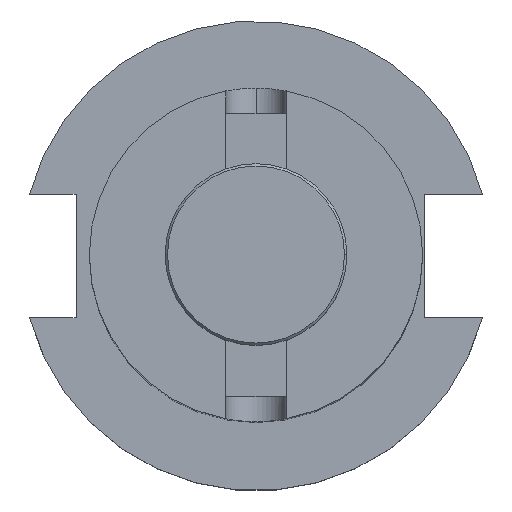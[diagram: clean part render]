
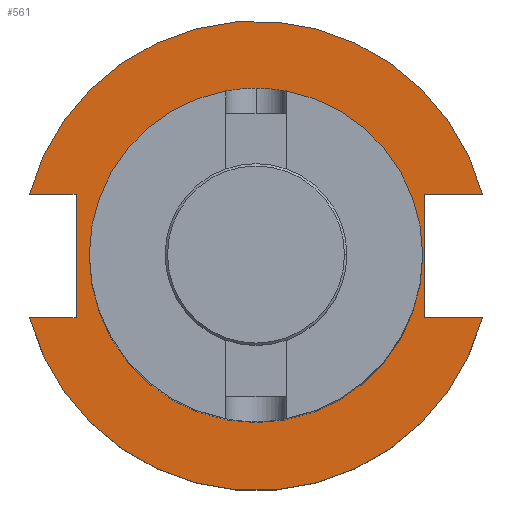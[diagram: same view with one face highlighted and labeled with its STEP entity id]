
A CAD part, top view. The second image highlights one B-rep face of the part: STEP entity #561.
In plain terms, the highlighted planar face has unit normal (0, 0, 1).
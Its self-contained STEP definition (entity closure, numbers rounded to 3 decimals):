
#1 = EDGE_CURVE ( 'NONE', #1294, #1564, #2273, .T. ) ;
#4 = LINE ( 'NONE', #1318, #564 ) ;
#31 = CARTESIAN_POINT ( 'NONE',  ( -63.719, 12.954, 19.05 ) ) ;
#50 = AXIS2_PLACEMENT_3D ( 'NONE', #1647, #725, #2019 ) ;
#55 = CARTESIAN_POINT ( 'NONE',  ( -63.719, -12.954, 19.05 ) ) ;
#74 = DIRECTION ( 'NONE',  ( 0., 0., 1. ) ) ;
#83 = ORIENTED_EDGE ( 'NONE', *, *, #2113, .F. ) ;
#102 = DIRECTION ( 'NONE',  ( 0., -1., 0. ) ) ;
#107 = EDGE_CURVE ( 'NONE', #562, #2340, #1275, .T. ) ;
#111 = CARTESIAN_POINT ( 'NONE',  ( -37.719, 12.954, 19.05 ) ) ;
#149 = EDGE_CURVE ( 'NONE', #1564, #1020, #759, .T. ) ;
#179 = CARTESIAN_POINT ( 'NONE',  ( -34.925, 0., 19.05 ) ) ;
#217 = CIRCLE ( 'NONE', #2311, 49.212 ) ;
#234 = CARTESIAN_POINT ( 'NONE',  ( 35.306, 12.954, 19.05 ) ) ;
#273 = CARTESIAN_POINT ( 'NONE',  ( 0., 0., 19.05 ) ) ;
#304 = CIRCLE ( 'NONE', #1809, 34.925 ) ;
#366 = CARTESIAN_POINT ( 'NONE',  ( -47.477, -12.954, 19.05 ) ) ;
#532 = DIRECTION ( 'NONE',  ( 1., 0., 0. ) ) ;
#553 = PLANE ( 'NONE',  #50 ) ;
#561 = ADVANCED_FACE ( 'NONE', ( #2234, #823 ), #553, .T. ) ;
#562 = VERTEX_POINT ( 'NONE', #1561 ) ;
#564 = VECTOR ( 'NONE', #578, 1000. ) ;
#575 = ORIENTED_EDGE ( 'NONE', *, *, #107, .F. ) ;
#578 = DIRECTION ( 'NONE',  ( 1., 0., 0. ) ) ;
#605 = EDGE_CURVE ( 'NONE', #562, #1020, #217, .T. ) ;
#715 = DIRECTION ( 'NONE',  ( -1., 0., 0. ) ) ;
#725 = DIRECTION ( 'NONE',  ( 0., 0., 1. ) ) ;
#739 = VERTEX_POINT ( 'NONE', #2343 ) ;
#759 = LINE ( 'NONE', #31, #1690 ) ;
#795 = CARTESIAN_POINT ( 'NONE',  ( 0., 0., 19.05 ) ) ;
#811 = VERTEX_POINT ( 'NONE', #366 ) ;
#823 = FACE_OUTER_BOUND ( 'NONE', #2140, .T. ) ;
#824 = VERTEX_POINT ( 'NONE', #1078 ) ;
#830 = EDGE_CURVE ( 'NONE', #1247, #951, #304, .T. ) ;
#898 = CARTESIAN_POINT ( 'NONE',  ( -47.477, 12.954, 19.05 ) ) ;
#951 = VERTEX_POINT ( 'NONE', #179 ) ;
#1020 = VERTEX_POINT ( 'NONE', #898 ) ;
#1029 = ORIENTED_EDGE ( 'NONE', *, *, #149, .F. ) ;
#1042 = CARTESIAN_POINT ( 'NONE',  ( 0., 0., 19.05 ) ) ;
#1061 = EDGE_CURVE ( 'NONE', #2340, #824, #2245, .T. ) ;
#1071 = ORIENTED_EDGE ( 'NONE', *, *, #1221, .F. ) ;
#1078 = CARTESIAN_POINT ( 'NONE',  ( 35.306, -12.954, 19.05 ) ) ;
#1113 = ORIENTED_EDGE ( 'NONE', *, *, #2173, .F. ) ;
#1170 = LINE ( 'NONE', #55, #1652 ) ;
#1188 = DIRECTION ( 'NONE',  ( 1., 0., 0. ) ) ;
#1198 = DIRECTION ( 'NONE',  ( -1., 0., 0. ) ) ;
#1203 = VECTOR ( 'NONE', #1198, 1000. ) ;
#1221 = EDGE_CURVE ( 'NONE', #951, #1247, #2284, .T. ) ;
#1247 = VERTEX_POINT ( 'NONE', #1939 ) ;
#1261 = EDGE_LOOP ( 'NONE', ( #1580, #1071 ) ) ;
#1275 = LINE ( 'NONE', #2077, #1203 ) ;
#1294 = VERTEX_POINT ( 'NONE', #1822 ) ;
#1318 = CARTESIAN_POINT ( 'NONE',  ( 35.306, -12.954, 19.05 ) ) ;
#1358 = DIRECTION ( 'NONE',  ( 0., 0., 1. ) ) ;
#1360 = AXIS2_PLACEMENT_3D ( 'NONE', #1959, #2157, #532 ) ;
#1365 = DIRECTION ( 'NONE',  ( 1., 0., 0. ) ) ;
#1416 = DIRECTION ( 'NONE',  ( 0., 0., 1. ) ) ;
#1441 = ORIENTED_EDGE ( 'NONE', *, *, #605, .T. ) ;
#1531 = EDGE_CURVE ( 'NONE', #811, #739, #1582, .T. ) ;
#1561 = CARTESIAN_POINT ( 'NONE',  ( 47.477, 12.954, 19.05 ) ) ;
#1564 = VERTEX_POINT ( 'NONE', #111 ) ;
#1580 = ORIENTED_EDGE ( 'NONE', *, *, #830, .F. ) ;
#1582 = CIRCLE ( 'NONE', #1360, 49.212 ) ;
#1647 = CARTESIAN_POINT ( 'NONE',  ( 0., 49.212, 19.05 ) ) ;
#1649 = DIRECTION ( 'NONE',  ( 1., 0., 0. ) ) ;
#1652 = VECTOR ( 'NONE', #1188, 1000. ) ;
#1690 = VECTOR ( 'NONE', #715, 1000. ) ;
#1715 = AXIS2_PLACEMENT_3D ( 'NONE', #1042, #1416, #1365 ) ;
#1770 = VECTOR ( 'NONE', #1981, 1000. ) ;
#1809 = AXIS2_PLACEMENT_3D ( 'NONE', #795, #1358, #1649 ) ;
#1822 = CARTESIAN_POINT ( 'NONE',  ( -37.719, -12.954, 19.05 ) ) ;
#1902 = CARTESIAN_POINT ( 'NONE',  ( 35.306, 12.954, 19.05 ) ) ;
#1939 = CARTESIAN_POINT ( 'NONE',  ( 34.925, 0., 19.05 ) ) ;
#1954 = ORIENTED_EDGE ( 'NONE', *, *, #1061, .F. ) ;
#1959 = CARTESIAN_POINT ( 'NONE',  ( 0., 0., 19.05 ) ) ;
#1981 = DIRECTION ( 'NONE',  ( 0., 1., 0. ) ) ;
#2019 = DIRECTION ( 'NONE',  ( 1., 0., 0. ) ) ;
#2022 = ORIENTED_EDGE ( 'NONE', *, *, #1, .F. ) ;
#2068 = VECTOR ( 'NONE', #102, 1000. ) ;
#2077 = CARTESIAN_POINT ( 'NONE',  ( 35.306, 12.954, 19.05 ) ) ;
#2113 = EDGE_CURVE ( 'NONE', #811, #1294, #1170, .T. ) ;
#2140 = EDGE_LOOP ( 'NONE', ( #2165, #1113, #1954, #575, #1441, #1029, #2022, #83 ) ) ;
#2142 = CARTESIAN_POINT ( 'NONE',  ( -37.719, 12.954, 19.05 ) ) ;
#2157 = DIRECTION ( 'NONE',  ( 0., 0., 1. ) ) ;
#2165 = ORIENTED_EDGE ( 'NONE', *, *, #1531, .T. ) ;
#2173 = EDGE_CURVE ( 'NONE', #824, #739, #4, .T. ) ;
#2189 = DIRECTION ( 'NONE',  ( 1., 0., 0. ) ) ;
#2234 = FACE_BOUND ( 'NONE', #1261, .T. ) ;
#2245 = LINE ( 'NONE', #1902, #2068 ) ;
#2273 = LINE ( 'NONE', #2142, #1770 ) ;
#2284 = CIRCLE ( 'NONE', #1715, 34.925 ) ;
#2311 = AXIS2_PLACEMENT_3D ( 'NONE', #273, #74, #2189 ) ;
#2340 = VERTEX_POINT ( 'NONE', #234 ) ;
#2343 = CARTESIAN_POINT ( 'NONE',  ( 47.477, -12.954, 19.05 ) ) ;
